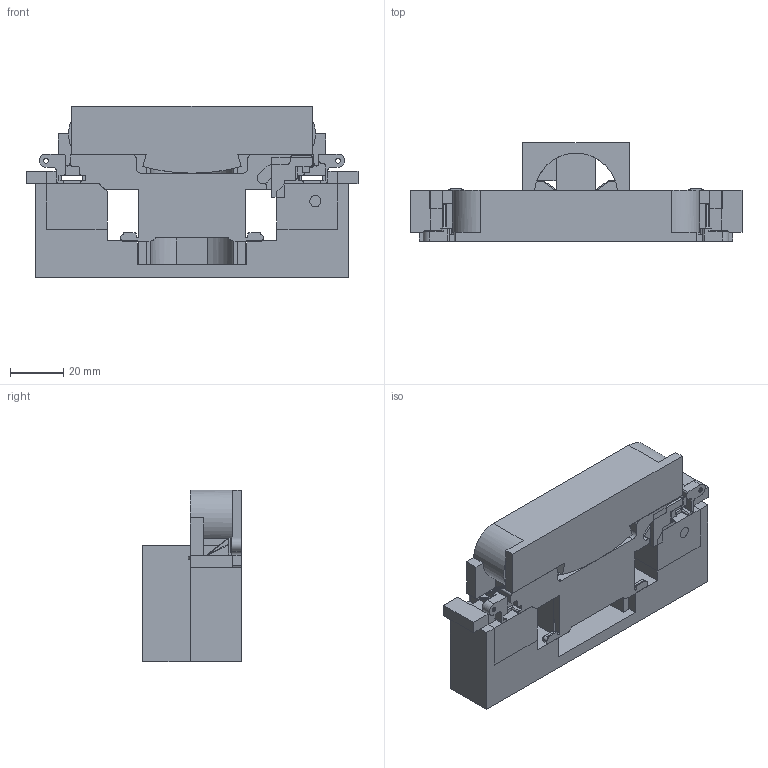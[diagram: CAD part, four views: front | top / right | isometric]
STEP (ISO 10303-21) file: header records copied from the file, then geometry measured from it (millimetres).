
FILE_DESCRIPTION (( 'STEP AP203' ), '1' );
FILE_NAME ('Rumble Pack Bracket - FIRES v7.STEP', '2020-08-11T05:01:26', ( '' ), ( '' ), 'SwSTEP 2.0', 'SolidWorks 2019', '' );
FILE_SCHEMA (( 'CONFIG_CONTROL_DESIGN' ));
Length unit declared in the file: millimetre
Products named in the file (1): Rumble Pack Bracket - FIRES v7
Bounding box: 125.15 x 37.23 x 64.8 mm (x, y, z)
Volume: 124005.4 mm3; surface area: 46381.3 mm2
Topology: 7 solids, 7 shells, 723 faces, 1941 edges, 1229 vertices
Faces by surface type: plane 428, cylinder 184, cone 87, bspline 20, torus 4
Entity records: 23336 total; most frequent: CARTESIAN_POINT 5197, ORIENTED_EDGE 3882, DIRECTION 3662, EDGE_CURVE 1941, VECTOR 1376, LINE 1376, VERTEX_POINT 1229, AXIS2_PLACEMENT_3D 1143
